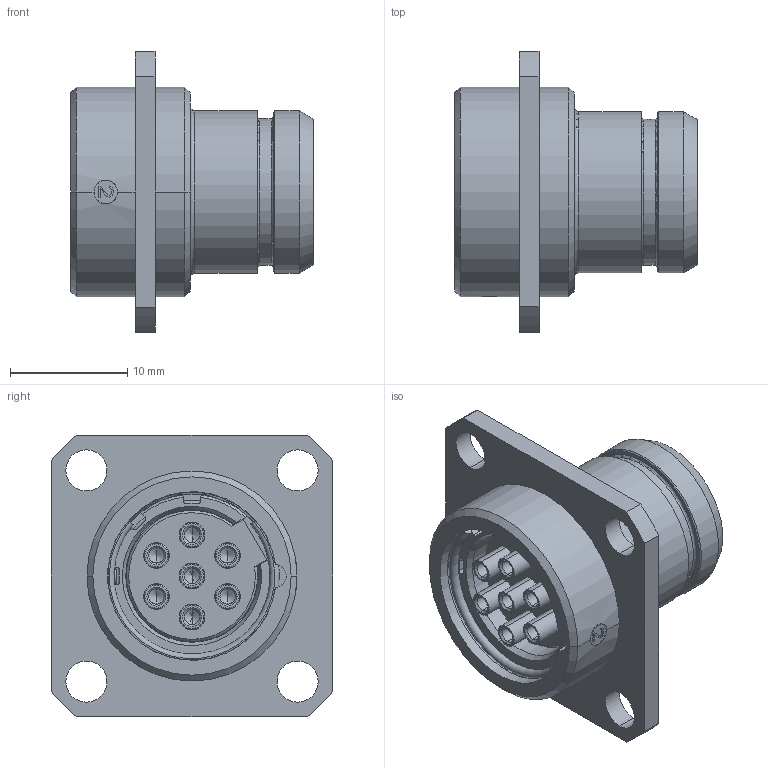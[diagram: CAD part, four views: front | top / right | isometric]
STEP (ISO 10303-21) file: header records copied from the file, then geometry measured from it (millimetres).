
FILE_DESCRIPTION((''),'2;1');
FILE_NAME('1332E107MZ_ASM','2012-04-12T',('fabiensiebert'),('net'),'PRO/ENGINEER BY PARAMETRIC TECHNOLOGY CORPORATION, 2012010','PRO/ENGINEER BY PARAMETRIC TECHNOLOGY CORPORATION, 2012010','');
FILE_SCHEMA(('AUTOMOTIVE_DESIGN_CC2 { 1 2 10303 214 -1 1 5 2 }'));
Length unit declared in the file: millimetre
Products named in the file (8): 501858_001_X9; 1330E100_ASM; 506594_001_XX; 133020M; 506596_001_XX; 1332107MZ_ASM; 508423_001_XX_AF0; 1332E107MZ_ASM
Assembly tree (13 placements, depth 3):
  1332E107MZ_ASM
    1330E100_ASM
      501858_001_X9
    1332107MZ_ASM
      506594_001_XX
      133020M  x7
      506596_001_XX
    508423_001_XX_AF0
Bounding box: 20.7 x 24 x 24 mm (x, y, z)
Volume: 3183.5 mm3; surface area: 5225.1 mm2
Topology: 11 solids, 11 shells, 542 faces, 1240 edges, 747 vertices
Faces by surface type: cylinder 220, plane 137, cone 106, torus 64, bspline 15
Entity records: 12455 total; most frequent: CARTESIAN_POINT 2234, DIRECTION 1895, ORIENTED_EDGE 1660, EDGE_CURVE 830, AXIS2_PLACEMENT_3D 768, PRESENTATION_STYLE_ASSIGNMENT 543, STYLED_ITEM 543, CURVE_STYLE 540
